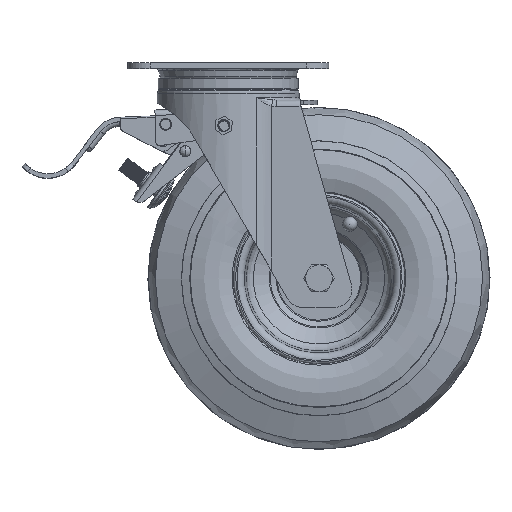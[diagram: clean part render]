
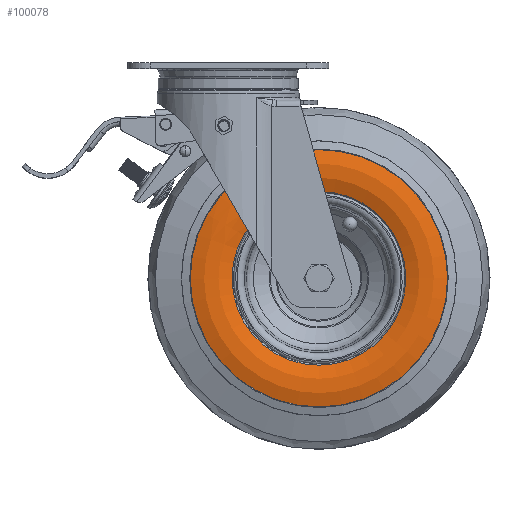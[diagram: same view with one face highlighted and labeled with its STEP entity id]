
A CAD part, top view. The second image highlights one B-rep face of the part: STEP entity #100078.
In plain terms, the highlighted toroidal (fillet/blend) face has major radius 73.567 mm and minor radius 34.422 mm.
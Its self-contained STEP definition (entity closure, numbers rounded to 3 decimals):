
#3988 = VERTEX_POINT ( 'NONE', #86344 ) ;
#4987 = ORIENTED_EDGE ( 'NONE', *, *, #70051, .F. ) ;
#5785 = FACE_OUTER_BOUND ( 'NONE', #74070, .T. ) ;
#6363 = DIRECTION ( 'NONE',  ( 0., 0., -1. ) ) ;
#13971 = CIRCLE ( 'NONE', #41526, 86.5 ) ;
#17505 = AXIS2_PLACEMENT_3D ( 'NONE', #68493, #94952, #77653 ) ;
#31585 = DIRECTION ( 'NONE',  ( -0.868, 0.496, 0. ) ) ;
#38154 = CARTESIAN_POINT ( 'NONE',  ( -0.104, -102.107, 231.524 ) ) ;
#39873 = DIRECTION ( 'NONE',  ( -0.868, 0.496, 0. ) ) ;
#41526 = AXIS2_PLACEMENT_3D ( 'NONE', #89918, #6363, #39873 ) ;
#51792 = TOROIDAL_SURFACE ( 'NONE', #17505, 73.567, 34.422 ) ;
#52258 = EDGE_CURVE ( 'NONE', #3988, #3988, #65421, .T. ) ;
#56741 = ORIENTED_EDGE ( 'NONE', *, *, #52258, .T. ) ;
#57181 = EDGE_LOOP ( 'NONE', ( #4987 ) ) ;
#64355 = DIRECTION ( 'NONE',  ( 0., 0., -1. ) ) ;
#65421 = CIRCLE ( 'NONE', #75589, 58.4 ) ;
#68493 = CARTESIAN_POINT ( 'NONE',  ( 75.012, -145., 199.624 ) ) ;
#70051 = EDGE_CURVE ( 'NONE', #90765, #90765, #13971, .T. ) ;
#74070 = EDGE_LOOP ( 'NONE', ( #56741 ) ) ;
#75589 = AXIS2_PLACEMENT_3D ( 'NONE', #107037, #64355, #31585 ) ;
#77653 = DIRECTION ( 'NONE',  ( -0.868, 0.496, 0. ) ) ;
#86344 = CARTESIAN_POINT ( 'NONE',  ( 24.298, -116.041, 230.524 ) ) ;
#87381 = FACE_OUTER_BOUND ( 'NONE', #57181, .T. ) ;
#89918 = CARTESIAN_POINT ( 'NONE',  ( 75.012, -145., 231.524 ) ) ;
#90765 = VERTEX_POINT ( 'NONE', #38154 ) ;
#94952 = DIRECTION ( 'NONE',  ( 0., 0., -1. ) ) ;
#100078 = ADVANCED_FACE ( 'NONE', ( #87381, #5785 ), #51792, .T. ) ;
#107037 = CARTESIAN_POINT ( 'NONE',  ( 75.012, -145., 230.524 ) ) ;
